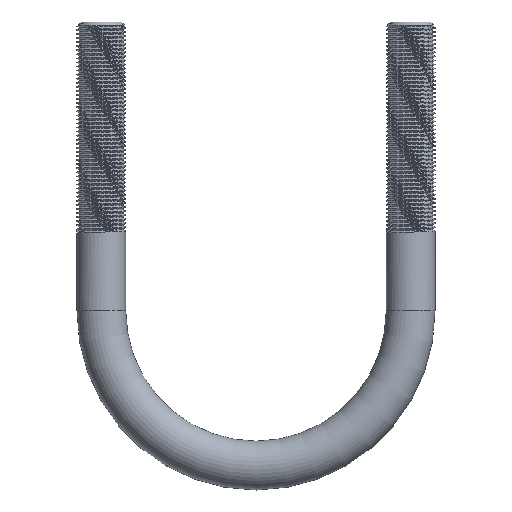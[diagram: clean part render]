
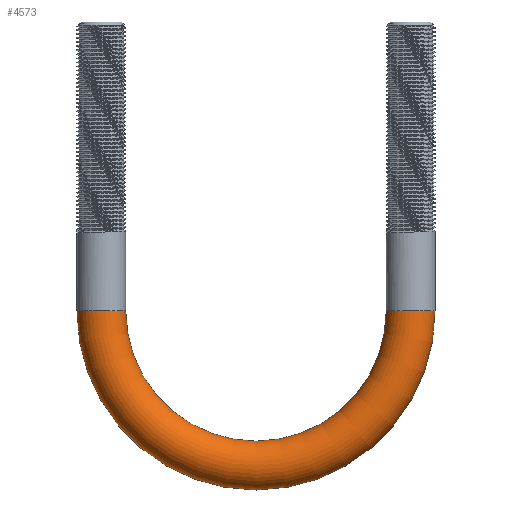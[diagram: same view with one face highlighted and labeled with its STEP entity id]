
A CAD part, front view. The second image highlights one B-rep face of the part: STEP entity #4573.
In plain terms, the highlighted toroidal (fillet/blend) face has major radius 38 mm and minor radius 6 mm.
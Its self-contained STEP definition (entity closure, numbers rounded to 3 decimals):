
#147 = CARTESIAN_POINT ( 'NONE',  ( -10.5, 0., -142.642 ) ) ;
#322 = AXIS2_PLACEMENT_3D ( 'NONE', #17338, #1226, #11400 ) ;
#516 = DIRECTION ( 'NONE',  ( 0., 1., 0. ) ) ;
#1201 = CIRCLE ( 'NONE', #3948, 44. ) ;
#1226 = DIRECTION ( 'NONE',  ( 0., 1., 0. ) ) ;
#1311 = EDGE_CURVE ( 'NONE', #6840, #14615, #1201, .T. ) ;
#1514 = DIRECTION ( 'NONE',  ( 0., 1., 0. ) ) ;
#1615 = ORIENTED_EDGE ( 'NONE', *, *, #5223, .F. ) ;
#1874 = CARTESIAN_POINT ( 'NONE',  ( -16.5, 0., -142.642 ) ) ;
#2600 = DIRECTION ( 'NONE',  ( 0., 0., 1. ) ) ;
#2749 = ORIENTED_EDGE ( 'NONE', *, *, #14210, .T. ) ;
#3321 = CARTESIAN_POINT ( 'NONE',  ( 21.5, 0., -142.642 ) ) ;
#3389 = DIRECTION ( 'NONE',  ( -1., 0., 0. ) ) ;
#3900 = ORIENTED_EDGE ( 'NONE', *, *, #9959, .T. ) ;
#3948 = AXIS2_PLACEMENT_3D ( 'NONE', #3321, #1514, #6285 ) ;
#4573 = ADVANCED_FACE ( 'NONE', ( #7799 ), #11639, .T. ) ;
#5223 = EDGE_CURVE ( 'NONE', #6704, #6840, #12274, .T. ) ;
#5255 = CARTESIAN_POINT ( 'NONE',  ( 65.5, 0., -142.642 ) ) ;
#5340 = CARTESIAN_POINT ( 'NONE',  ( 53.5, 0., -142.642 ) ) ;
#5451 = AXIS2_PLACEMENT_3D ( 'NONE', #1874, #17684, #3389 ) ;
#5650 = DIRECTION ( 'NONE',  ( 1., 0., 0. ) ) ;
#6285 = DIRECTION ( 'NONE',  ( 0., 0., 1. ) ) ;
#6704 = VERTEX_POINT ( 'NONE', #5340 ) ;
#6727 = AXIS2_PLACEMENT_3D ( 'NONE', #9433, #516, #15028 ) ;
#6840 = VERTEX_POINT ( 'NONE', #5255 ) ;
#7799 = FACE_OUTER_BOUND ( 'NONE', #12421, .T. ) ;
#8689 = ORIENTED_EDGE ( 'NONE', *, *, #1311, .F. ) ;
#9433 = CARTESIAN_POINT ( 'NONE',  ( 21.5, 0., -142.642 ) ) ;
#9807 = AXIS2_PLACEMENT_3D ( 'NONE', #15667, #2600, #5650 ) ;
#9959 = EDGE_CURVE ( 'NONE', #14565, #14615, #13753, .T. ) ;
#11400 = DIRECTION ( 'NONE',  ( 0., 0., 1. ) ) ;
#11639 = TOROIDAL_SURFACE ( 'NONE', #6727, 38., 6. ) ;
#12274 = CIRCLE ( 'NONE', #9807, 6. ) ;
#12421 = EDGE_LOOP ( 'NONE', ( #8689, #1615, #2749, #3900 ) ) ;
#12661 = CARTESIAN_POINT ( 'NONE',  ( -22.5, 0., -142.642 ) ) ;
#13753 = CIRCLE ( 'NONE', #5451, 6. ) ;
#14210 = EDGE_CURVE ( 'NONE', #6704, #14565, #16874, .T. ) ;
#14565 = VERTEX_POINT ( 'NONE', #147 ) ;
#14615 = VERTEX_POINT ( 'NONE', #12661 ) ;
#15028 = DIRECTION ( 'NONE',  ( 0., 0., 1. ) ) ;
#15667 = CARTESIAN_POINT ( 'NONE',  ( 59.5, 0., -142.642 ) ) ;
#16874 = CIRCLE ( 'NONE', #322, 32. ) ;
#17338 = CARTESIAN_POINT ( 'NONE',  ( 21.5, 0., -142.642 ) ) ;
#17684 = DIRECTION ( 'NONE',  ( 0., 0., -1. ) ) ;
